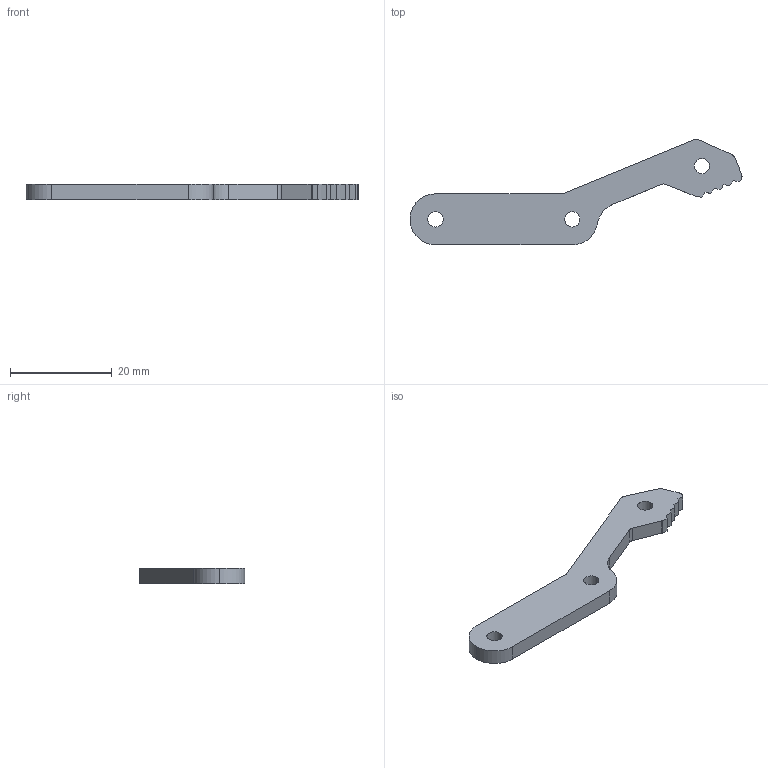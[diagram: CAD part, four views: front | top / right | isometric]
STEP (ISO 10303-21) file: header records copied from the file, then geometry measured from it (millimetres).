
FILE_DESCRIPTION (( 'STEP AP203' ), '1' );
FILE_NAME ('[Fix 1] 1.Ref - Capit 1_Default_sldprt.STEP', '2023-11-06T02:32:41', ( '' ), ( '' ), 'SwSTEP 2.0', 'SolidWorks 2023', '' );
FILE_SCHEMA (( 'CONFIG_CONTROL_DESIGN' ));
Length unit declared in the file: millimetre
Products named in the file (1): [Fix 1] 1.Ref - Capit 1_Default_sldprt
Bounding box: 65.16 x 20.75 x 3 mm (x, y, z)
Volume: 1634.6 mm3; surface area: 1623.6 mm2
Topology: 1 solids, 1 shells, 36 faces, 102 edges, 68 vertices
Faces by surface type: plane 19, cylinder 17
Entity records: 1269 total; most frequent: DIRECTION 210, CARTESIAN_POINT 207, ORIENTED_EDGE 204, EDGE_CURVE 102, AXIS2_PLACEMENT_3D 71, VECTOR 68, LINE 68, VERTEX_POINT 68
